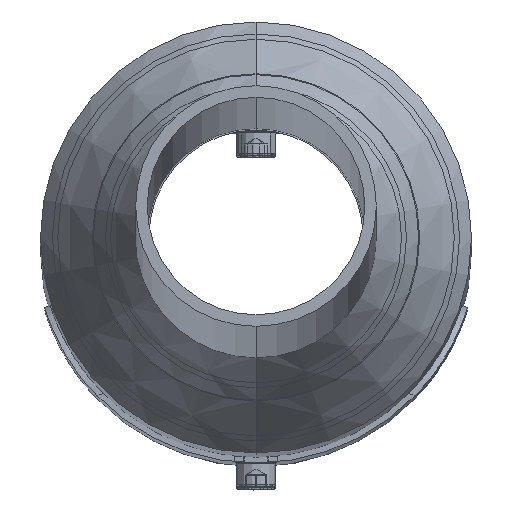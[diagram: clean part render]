
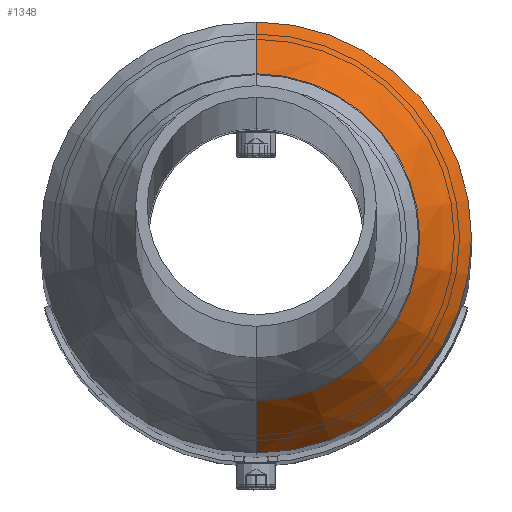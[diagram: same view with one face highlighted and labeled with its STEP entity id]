
A CAD part, top view. The second image highlights one B-rep face of the part: STEP entity #1348.
In plain terms, the highlighted conical face has half-angle 33.5 degrees and reference radius 40.762 mm.
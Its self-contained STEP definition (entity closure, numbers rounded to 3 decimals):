
#40 = DIRECTION ( 'NONE',  ( 0., 1., 0. ) ) ;
#154 = ORIENTED_EDGE ( 'NONE', *, *, #2705, .T. ) ;
#211 = DIRECTION ( 'NONE',  ( 0., 1., 0. ) ) ;
#583 = CIRCLE ( 'NONE', #1683, 40.762 ) ;
#652 = VECTOR ( 'NONE', #1827, 1000. ) ;
#745 = DIRECTION ( 'NONE',  ( 0., -0.834, -0.552 ) ) ;
#925 = CARTESIAN_POINT ( 'NONE',  ( 0., 2010., 0. ) ) ;
#963 = DIRECTION ( 'NONE',  ( 0., 0., -1. ) ) ;
#1030 = AXIS2_PLACEMENT_3D ( 'NONE', #1635, #211, #2909 ) ;
#1145 = CARTESIAN_POINT ( 'NONE',  ( 0., 2010., 40.762 ) ) ;
#1227 = CARTESIAN_POINT ( 'NONE',  ( 0., 2010., -40.762 ) ) ;
#1348 = ADVANCED_FACE ( 'NONE', ( #3940 ), #3284, .T. ) ;
#1453 = EDGE_CURVE ( 'NONE', #3104, #1749, #1988, .T. ) ;
#1558 = CARTESIAN_POINT ( 'NONE',  ( 0., 1990., 54. ) ) ;
#1635 = CARTESIAN_POINT ( 'NONE',  ( 0., 1990., 0. ) ) ;
#1683 = AXIS2_PLACEMENT_3D ( 'NONE', #3031, #40, #2527 ) ;
#1749 = VERTEX_POINT ( 'NONE', #3441 ) ;
#1827 = DIRECTION ( 'NONE',  ( 0., -0.834, 0.552 ) ) ;
#1897 = ORIENTED_EDGE ( 'NONE', *, *, #1453, .F. ) ;
#1933 = CIRCLE ( 'NONE', #1030, 54. ) ;
#1988 = LINE ( 'NONE', #3058, #3576 ) ;
#2025 = VERTEX_POINT ( 'NONE', #3259 ) ;
#2065 = ORIENTED_EDGE ( 'NONE', *, *, #2204, .F. ) ;
#2204 = EDGE_CURVE ( 'NONE', #2025, #3104, #583, .T. ) ;
#2366 = VERTEX_POINT ( 'NONE', #1558 ) ;
#2527 = DIRECTION ( 'NONE',  ( 0., 0., 1. ) ) ;
#2705 = EDGE_CURVE ( 'NONE', #2025, #2366, #3177, .T. ) ;
#2909 = DIRECTION ( 'NONE',  ( 0., 0., 1. ) ) ;
#3031 = CARTESIAN_POINT ( 'NONE',  ( 0., 2010., 0. ) ) ;
#3053 = EDGE_CURVE ( 'NONE', #2366, #1749, #1933, .T. ) ;
#3058 = CARTESIAN_POINT ( 'NONE',  ( 0., 2010., -40.762 ) ) ;
#3104 = VERTEX_POINT ( 'NONE', #1227 ) ;
#3177 = LINE ( 'NONE', #1145, #652 ) ;
#3259 = CARTESIAN_POINT ( 'NONE',  ( 0., 2010., 40.762 ) ) ;
#3284 = CONICAL_SURFACE ( 'NONE', #3501, 40.762, 0.585 ) ;
#3441 = CARTESIAN_POINT ( 'NONE',  ( 0., 1990., -54. ) ) ;
#3501 = AXIS2_PLACEMENT_3D ( 'NONE', #925, #3916, #963 ) ;
#3576 = VECTOR ( 'NONE', #745, 1000. ) ;
#3916 = DIRECTION ( 'NONE',  ( 0., -1., 0. ) ) ;
#3940 = FACE_OUTER_BOUND ( 'NONE', #4080, .T. ) ;
#4068 = ORIENTED_EDGE ( 'NONE', *, *, #3053, .T. ) ;
#4080 = EDGE_LOOP ( 'NONE', ( #2065, #154, #4068, #1897 ) ) ;
